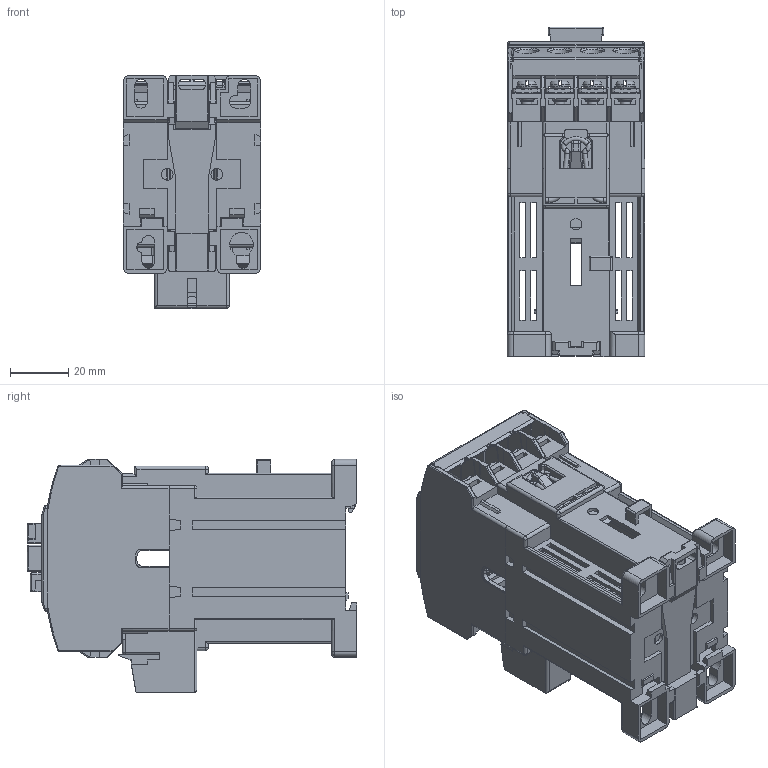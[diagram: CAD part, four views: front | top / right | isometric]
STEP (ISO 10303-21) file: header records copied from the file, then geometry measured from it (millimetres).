
FILE_DESCRIPTION((''),'2;1');
FILE_NAME('MC_MC22A_4P_DC_EXP','2021-07-21T',('sjmoon'),(''),'CREO PARAMETRIC BY PTC INC, 2015380','CREO PARAMETRIC BY PTC INC, 2015380','');
FILE_SCHEMA(('CONFIG_CONTROL_DESIGN'));
Products named in the file (1): MC_MC22A_4P_DC_EXP
Bounding box: 47.2 x 113.2 x 80.1 mm (x, y, z)
Volume: 65618.2 mm3; surface area: 100690.1 mm2
Topology: 10 solids, 11 shells, 5515 faces, 16263 edges, 10399 vertices
Faces by surface type: plane 4134, cylinder 1043, torus 200, bspline 54, cone 44, sphere 40
Entity records: 186269 total; most frequent: CARTESIAN_POINT 38842, ORIENTED_EDGE 32446, DIRECTION 28760, EDGE_CURVE 16223, VECTOR 12972, LINE 12972, VERTEX_POINT 10399, AXIS2_PLACEMENT_3D 7894
